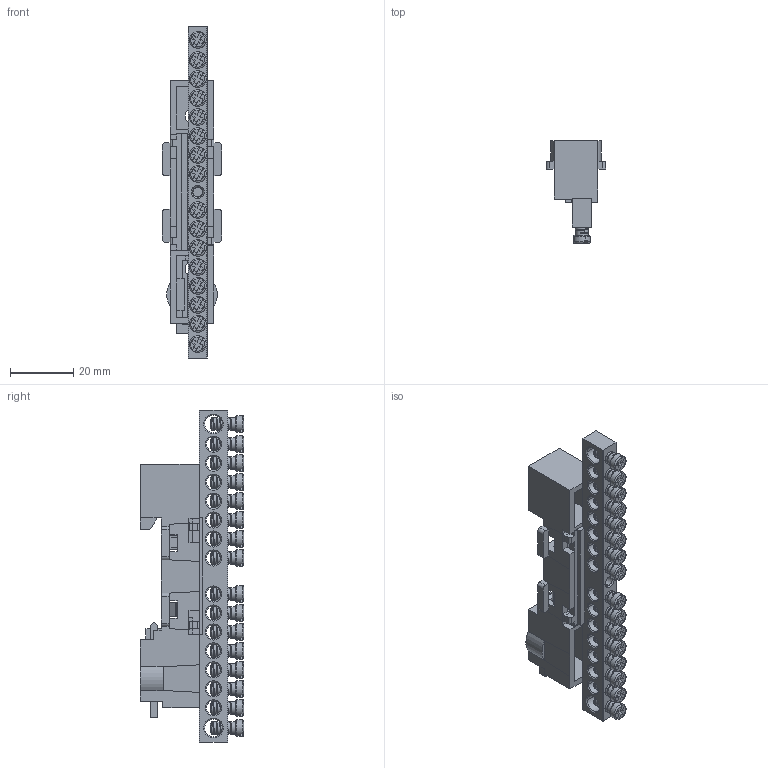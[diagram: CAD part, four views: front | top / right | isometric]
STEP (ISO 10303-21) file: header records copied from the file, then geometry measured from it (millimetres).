
FILE_DESCRIPTION (( 'STEP AP214' ), '1' );
FILE_NAME ('KSN-8 6õ9-16.STEP', '2023-11-17T11:50:06', ( '' ), ( '' ), 'SwSTEP 2.0', 'SolidWorks 2022', '' );
FILE_SCHEMA (( 'AUTOMOTIVE_DESIGN' ));
Length unit declared in the file: millimetre
Products named in the file (8): SHBT-01.01 6х9; UHBT-4-6x9.16.00; Винт М4х8 rezba; UHBT-4-6x9.16.01; KSN-8 6х9-16; Винт М4х8; защелка UH_каталог; Подставка универсалM1_Каталог_2016_63А
Assembly tree (22 placements, depth 3):
  KSN-8 6х9-16
    Подставка универсалM1_Каталог_2016_63А
    SHBT-01.01 6х9
    защелка UH_каталог
    Винт М4х8
    UHBT-4-6x9.16.00
      UHBT-4-6x9.16.01
      Винт М4х8 rezba  x16
Bounding box: 18.8 x 32.6 x 105 mm (x, y, z)
Volume: 14649.3 mm3; surface area: 18222.6 mm2
Topology: 21 solids, 21 shells, 1251 faces, 3448 edges, 2222 vertices
Faces by surface type: plane 611, cylinder 400, cone 140, torus 68, bspline 32
Entity records: 20893 total; most frequent: CARTESIAN_POINT 5056, ORIENTED_EDGE 3236, DIRECTION 2999, EDGE_CURVE 1618, LINE 1127, VECTOR 1127, VERTEX_POINT 1022, AXIS2_PLACEMENT_3D 936
